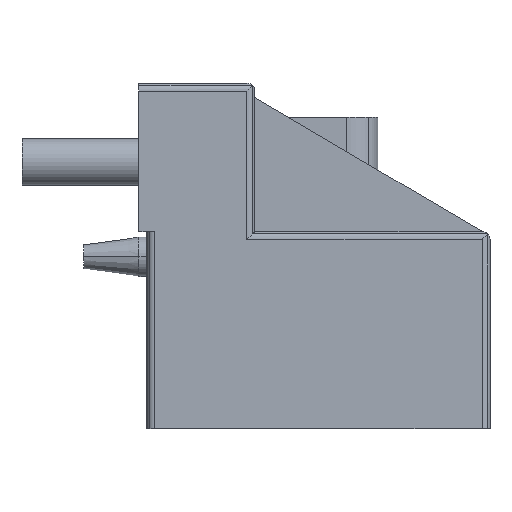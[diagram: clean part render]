
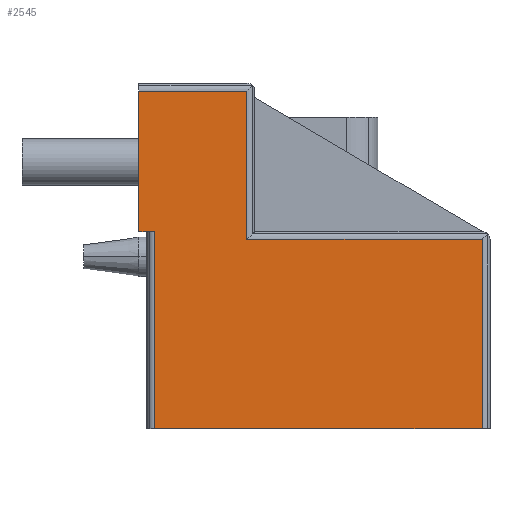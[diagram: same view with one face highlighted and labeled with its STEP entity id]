
A CAD part, left-side view. The second image highlights one B-rep face of the part: STEP entity #2545.
In plain terms, the highlighted planar face has unit normal (-1, 0, 0).
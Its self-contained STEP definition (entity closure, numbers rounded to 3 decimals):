
#636=CARTESIAN_POINT('',(0.0,1.214,0.946));
#637=VERTEX_POINT('',#636);
#645=CARTESIAN_POINT('',(0.0,0.039,0.946));
#646=VERTEX_POINT('',#645);
#647=CARTESIAN_POINT('',(0.0,1.214,0.946));
#648=DIRECTION('',(0.0,-1.0,0.0));
#649=VECTOR('',#648,1.174);
#650=LINE('',#647,#649);
#651=EDGE_CURVE('',#637,#646,#650,.T.);
#677=CARTESIAN_POINT('',(0.0,0.039,0.0));
#678=VERTEX_POINT('',#677);
#679=CARTESIAN_POINT('',(0.0,0.039,0.946));
#680=DIRECTION('',(0.0,0.0,-1.0));
#681=VECTOR('',#680,0.946);
#682=LINE('',#679,#681);
#683=EDGE_CURVE('',#646,#678,#682,.T.);
#752=CARTESIAN_POINT('',(0.0,1.753,1.686));
#753=VERTEX_POINT('',#752);
#761=CARTESIAN_POINT('',(0.0,1.214,1.686));
#762=VERTEX_POINT('',#761);
#763=CARTESIAN_POINT('',(0.0,1.753,1.686));
#764=DIRECTION('',(0.0,-1.0,0.0));
#765=VECTOR('',#764,0.54);
#766=LINE('',#763,#765);
#767=EDGE_CURVE('',#753,#762,#766,.T.);
#791=CARTESIAN_POINT('',(0.0,1.214,1.686));
#792=DIRECTION('',(0.0,0.0,-1.0));
#793=VECTOR('',#792,0.741);
#794=LINE('',#791,#793);
#795=EDGE_CURVE('',#762,#637,#794,.T.);
#1917=CARTESIAN_POINT('',(0.0,1.675,0.0));
#1918=VERTEX_POINT('',#1917);
#1919=CARTESIAN_POINT('',(0.0,0.039,0.0));
#1920=DIRECTION('',(0.0,1.0,0.0));
#1921=VECTOR('',#1920,1.635);
#1922=LINE('',#1919,#1921);
#1923=EDGE_CURVE('',#678,#1918,#1922,.T.);
#2500=CARTESIAN_POINT('',(0.0,1.675,0.985));
#2501=VERTEX_POINT('',#2500);
#2502=CARTESIAN_POINT('',(0.0,1.675,0.0));
#2503=DIRECTION('',(0.0,0.0,1.0));
#2504=VECTOR('',#2503,0.985);
#2505=LINE('',#2502,#2504);
#2506=EDGE_CURVE('',#1918,#2501,#2505,.T.);
#2518=CARTESIAN_POINT('',(0.0,1.464,1.355));
#2519=DIRECTION('',(1.0,0.0,0.0));
#2520=DIRECTION('',(0.0,0.0,-1.0));
#2521=AXIS2_PLACEMENT_3D('',#2518,#2519,#2520);
#2522=PLANE('',#2521);
#2523=ORIENTED_EDGE('',*,*,#767,.F.);
#2524=CARTESIAN_POINT('',(0.0,1.753,0.985));
#2525=VERTEX_POINT('',#2524);
#2526=CARTESIAN_POINT('',(0.0,1.753,1.686));
#2527=DIRECTION('',(0.0,0.0,-1.0));
#2528=VECTOR('',#2527,0.701);
#2529=LINE('',#2526,#2528);
#2530=EDGE_CURVE('',#753,#2525,#2529,.T.);
#2531=ORIENTED_EDGE('',*,*,#2530,.T.);
#2532=CARTESIAN_POINT('',(0.0,1.675,0.985));
#2533=DIRECTION('',(0.0,1.0,0.0));
#2534=VECTOR('',#2533,0.079);
#2535=LINE('',#2532,#2534);
#2536=EDGE_CURVE('',#2501,#2525,#2535,.T.);
#2537=ORIENTED_EDGE('',*,*,#2536,.F.);
#2538=ORIENTED_EDGE('',*,*,#2506,.F.);
#2539=ORIENTED_EDGE('',*,*,#1923,.F.);
#2540=ORIENTED_EDGE('',*,*,#683,.F.);
#2541=ORIENTED_EDGE('',*,*,#651,.F.);
#2542=ORIENTED_EDGE('',*,*,#795,.F.);
#2543=EDGE_LOOP('',(#2523,#2531,#2537,#2538,#2539,#2540,#2541,#2542));
#2544=FACE_OUTER_BOUND('',#2543,.T.);
#2545=ADVANCED_FACE('',(#2544),#2522,.F.);
